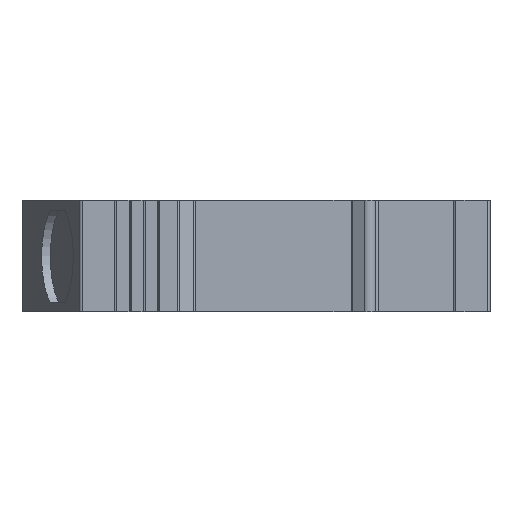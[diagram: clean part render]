
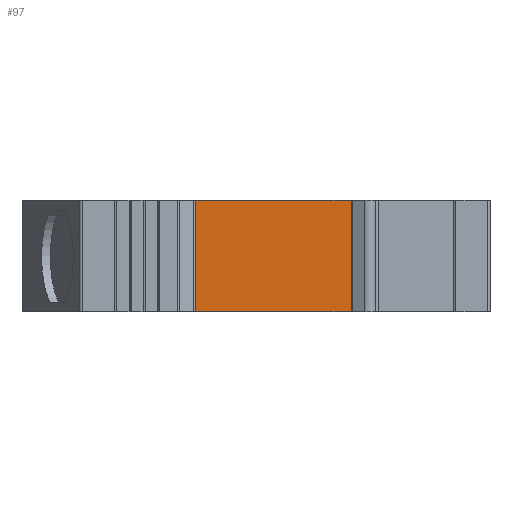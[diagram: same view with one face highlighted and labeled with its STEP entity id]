
A CAD part, left-side view. The second image highlights one B-rep face of the part: STEP entity #97.
In plain terms, the highlighted planar face has unit normal (-1, 0, 0).
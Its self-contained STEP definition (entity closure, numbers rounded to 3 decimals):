
#97=ADVANCED_FACE('',(#424),#233,.F.);
#233=PLANE('',#2889);
#424=FACE_OUTER_BOUND('',#567,.T.);
#567=EDGE_LOOP('',(#1008,#1009,#1010,#1011));
#1008=ORIENTED_EDGE('',*,*,#1965,.T.);
#1009=ORIENTED_EDGE('',*,*,#2044,.T.);
#1010=ORIENTED_EDGE('',*,*,#1805,.F.);
#1011=ORIENTED_EDGE('',*,*,#2045,.T.);
#1537=VERTEX_POINT('',#3877);
#1538=VERTEX_POINT('',#3879);
#1695=VERTEX_POINT('',#4196);
#1696=VERTEX_POINT('',#4198);
#1805=EDGE_CURVE('',#1537,#1538,#2187,.T.);
#1965=EDGE_CURVE('',#1696,#1695,#2309,.T.);
#2044=EDGE_CURVE('',#1695,#1538,#2362,.T.);
#2045=EDGE_CURVE('',#1537,#1696,#2363,.T.);
#2187=LINE('',#3878,#2499);
#2309=LINE('',#4197,#2621);
#2362=LINE('',#4344,#2674);
#2363=LINE('',#4345,#2675);
#2499=VECTOR('',#3084,1.);
#2621=VECTOR('',#3284,1.);
#2674=VECTOR('',#3421,1.);
#2675=VECTOR('',#3422,1.);
#2889=AXIS2_PLACEMENT_3D('',#4346,#3423,#3424);
#3084=DIRECTION('',(0.,1.,0.));
#3284=DIRECTION('',(0.,1.,0.));
#3421=DIRECTION('',(0.,0.,-1.));
#3422=DIRECTION('',(0.,0.,1.));
#3423=DIRECTION('',(1.,0.,0.));
#3424=DIRECTION('',(0.,0.,-1.));
#3877=CARTESIAN_POINT('',(-40.75,8.278,-12.1));
#3878=CARTESIAN_POINT('',(-40.75,8.198,-12.1));
#3879=CARTESIAN_POINT('',(-40.75,25.188,-12.1));
#4196=CARTESIAN_POINT('',(-40.75,25.188,0.));
#4197=CARTESIAN_POINT('',(-40.75,8.198,0.));
#4198=CARTESIAN_POINT('',(-40.75,8.278,0.));
#4344=CARTESIAN_POINT('',(-40.75,25.188,-12.1));
#4345=CARTESIAN_POINT('',(-40.75,8.278,0.));
#4346=CARTESIAN_POINT('',(-40.75,8.198,-12.1));
